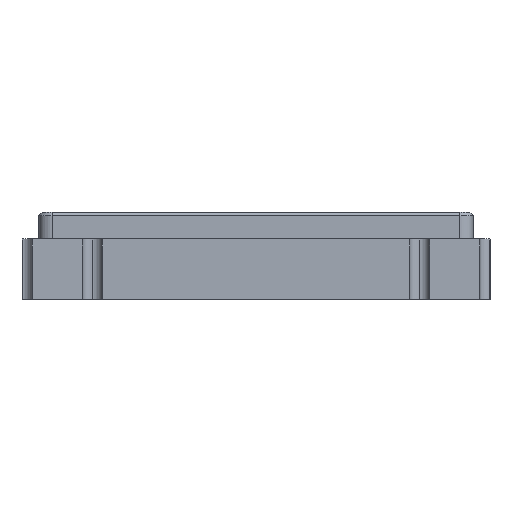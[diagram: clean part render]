
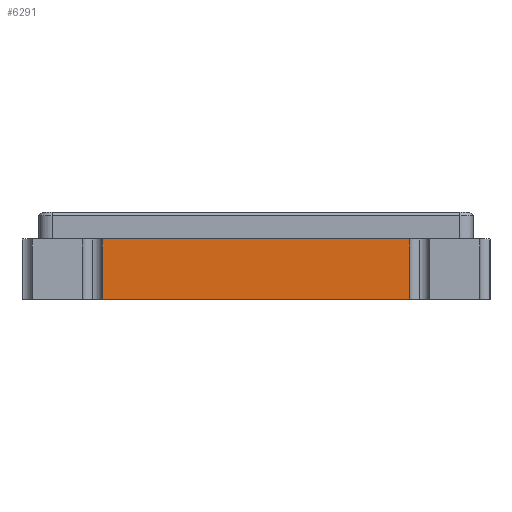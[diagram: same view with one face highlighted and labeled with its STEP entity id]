
A CAD part, top view. The second image highlights one B-rep face of the part: STEP entity #6291.
In plain terms, the highlighted planar face has unit normal (0, 0, 1).
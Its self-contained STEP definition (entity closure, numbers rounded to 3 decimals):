
#30 = VERTEX_POINT ( 'NONE', #3793 ) ;
#217 = PLANE ( 'NONE',  #3450 ) ;
#472 = CARTESIAN_POINT ( 'NONE',  ( 2.3, 0.9, 2.5 ) ) ;
#757 = CARTESIAN_POINT ( 'NONE',  ( -2.3, 0.9, 2.5 ) ) ;
#1145 = CARTESIAN_POINT ( 'NONE',  ( -2.3, 0., 2.5 ) ) ;
#1365 = VERTEX_POINT ( 'NONE', #7089 ) ;
#1460 = EDGE_CURVE ( 'NONE', #30, #5173, #8003, .T. ) ;
#1474 = CARTESIAN_POINT ( 'NONE',  ( -2.3, 0., 2.5 ) ) ;
#1706 = EDGE_CURVE ( 'NONE', #30, #1365, #3117, .T. ) ;
#1824 = DIRECTION ( 'NONE',  ( 0., -1., 0. ) ) ;
#2591 = VERTEX_POINT ( 'NONE', #5023 ) ;
#3117 = LINE ( 'NONE', #4448, #8517 ) ;
#3191 = ORIENTED_EDGE ( 'NONE', *, *, #6046, .T. ) ;
#3268 = DIRECTION ( 'NONE',  ( 0., -1., 0. ) ) ;
#3450 = AXIS2_PLACEMENT_3D ( 'NONE', #757, #3483, #6170 ) ;
#3483 = DIRECTION ( 'NONE',  ( 0., 0., -1. ) ) ;
#3793 = CARTESIAN_POINT ( 'NONE',  ( -2.3, 0.9, 2.5 ) ) ;
#3849 = DIRECTION ( 'NONE',  ( 1., 0., 0. ) ) ;
#3868 = LINE ( 'NONE', #472, #7670 ) ;
#3919 = EDGE_CURVE ( 'NONE', #1365, #2591, #3868, .T. ) ;
#3971 = EDGE_LOOP ( 'NONE', ( #3191, #7342, #6233, #7489 ) ) ;
#4232 = VECTOR ( 'NONE', #3268, 1000. ) ;
#4448 = CARTESIAN_POINT ( 'NONE',  ( -2.3, 0.9, 2.5 ) ) ;
#4453 = LINE ( 'NONE', #1145, #7135 ) ;
#5023 = CARTESIAN_POINT ( 'NONE',  ( 2.3, 0., 2.5 ) ) ;
#5173 = VERTEX_POINT ( 'NONE', #1474 ) ;
#6046 = EDGE_CURVE ( 'NONE', #5173, #2591, #4453, .T. ) ;
#6170 = DIRECTION ( 'NONE',  ( -1., 0., 0. ) ) ;
#6233 = ORIENTED_EDGE ( 'NONE', *, *, #1706, .F. ) ;
#6291 = ADVANCED_FACE ( 'NONE', ( #6936 ), #217, .F. ) ;
#6435 = DIRECTION ( 'NONE',  ( 1., 0., 0. ) ) ;
#6936 = FACE_OUTER_BOUND ( 'NONE', #3971, .T. ) ;
#7089 = CARTESIAN_POINT ( 'NONE',  ( 2.3, 0.9, 2.5 ) ) ;
#7135 = VECTOR ( 'NONE', #3849, 1000. ) ;
#7342 = ORIENTED_EDGE ( 'NONE', *, *, #3919, .F. ) ;
#7489 = ORIENTED_EDGE ( 'NONE', *, *, #1460, .T. ) ;
#7670 = VECTOR ( 'NONE', #1824, 1000. ) ;
#8003 = LINE ( 'NONE', #8714, #4232 ) ;
#8517 = VECTOR ( 'NONE', #6435, 1000. ) ;
#8714 = CARTESIAN_POINT ( 'NONE',  ( -2.3, 0.9, 2.5 ) ) ;
